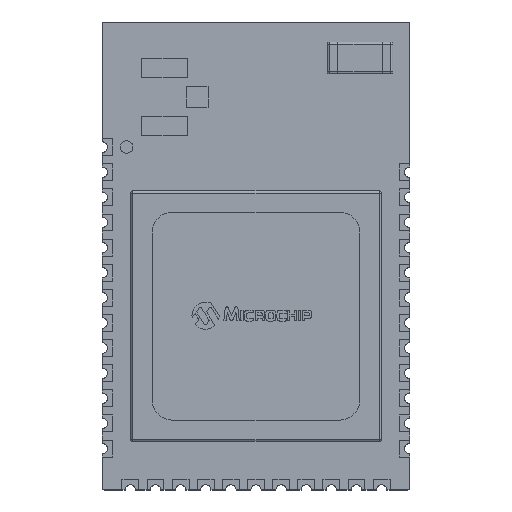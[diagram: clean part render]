
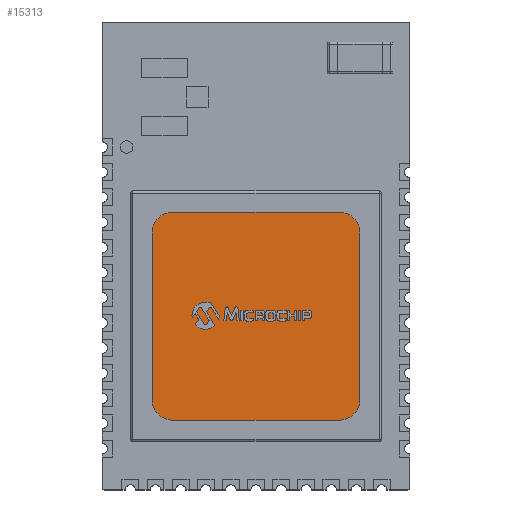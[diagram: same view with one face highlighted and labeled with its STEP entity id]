
A CAD part, top view. The second image highlights one B-rep face of the part: STEP entity #15313.
In plain terms, the highlighted planar face has unit normal (0, 0, 1).
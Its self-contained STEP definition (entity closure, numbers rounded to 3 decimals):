
#576=CIRCLE('',#16685,1.);
#578=CIRCLE('',#16689,1.);
#580=CIRCLE('',#16693,1.);
#582=CIRCLE('',#16697,1.);
#1435=FACE_OUTER_BOUND('',#2289,.T.);
#2289=EDGE_LOOP('',(#13015,#13016,#13017,#13018,#13019,#13020,#13021,#13022));
#3909=LINE('',#24388,#5689);
#3913=LINE('',#24400,#5693);
#3917=LINE('',#24412,#5697);
#3921=LINE('',#24424,#5701);
#5689=VECTOR('',#20126,10.);
#5693=VECTOR('',#20138,10.);
#5697=VECTOR('',#20150,10.);
#5701=VECTOR('',#20162,10.);
#7161=VERTEX_POINT('',#24385);
#7162=VERTEX_POINT('',#24387);
#7164=VERTEX_POINT('',#24393);
#7166=VERTEX_POINT('',#24399);
#7168=VERTEX_POINT('',#24405);
#7170=VERTEX_POINT('',#24411);
#7172=VERTEX_POINT('',#24417);
#7174=VERTEX_POINT('',#24423);
#9155=EDGE_CURVE('',#7162,#7161,#3909,.T.);
#9158=EDGE_CURVE('',#7164,#7162,#576,.T.);
#9161=EDGE_CURVE('',#7166,#7164,#3913,.T.);
#9164=EDGE_CURVE('',#7168,#7166,#578,.T.);
#9167=EDGE_CURVE('',#7170,#7168,#3917,.T.);
#9170=EDGE_CURVE('',#7172,#7170,#580,.T.);
#9173=EDGE_CURVE('',#7174,#7172,#3921,.T.);
#9176=EDGE_CURVE('',#7161,#7174,#582,.T.);
#13015=ORIENTED_EDGE('',*,*,#9176,.T.);
#13016=ORIENTED_EDGE('',*,*,#9173,.T.);
#13017=ORIENTED_EDGE('',*,*,#9170,.T.);
#13018=ORIENTED_EDGE('',*,*,#9167,.T.);
#13019=ORIENTED_EDGE('',*,*,#9164,.T.);
#13020=ORIENTED_EDGE('',*,*,#9161,.T.);
#13021=ORIENTED_EDGE('',*,*,#9158,.T.);
#13022=ORIENTED_EDGE('',*,*,#9155,.T.);
#14537=PLANE('',#16698);
#15313=ADVANCED_FACE('',(#1435),#14537,.T.);
#16685=AXIS2_PLACEMENT_3D('',#24394,#20132,#20133);
#16689=AXIS2_PLACEMENT_3D('',#24406,#20144,#20145);
#16693=AXIS2_PLACEMENT_3D('',#24418,#20156,#20157);
#16697=AXIS2_PLACEMENT_3D('',#24428,#20168,#20169);
#16698=AXIS2_PLACEMENT_3D('',#24429,#20170,#20171);
#20126=DIRECTION('',(1.,0.,0.));
#20132=DIRECTION('center_axis',(0.,0.,1.));
#20133=DIRECTION('ref_axis',(-1.,0.,0.));
#20138=DIRECTION('',(0.,-1.,0.));
#20144=DIRECTION('center_axis',(0.,0.,1.));
#20145=DIRECTION('ref_axis',(0.,1.,0.));
#20150=DIRECTION('',(-1.,0.,0.));
#20156=DIRECTION('center_axis',(0.,0.,1.));
#20157=DIRECTION('ref_axis',(1.,0.,0.));
#20162=DIRECTION('',(0.,1.,0.));
#20168=DIRECTION('center_axis',(0.,0.,1.));
#20169=DIRECTION('ref_axis',(0.,-1.,0.));
#20170=DIRECTION('center_axis',(0.,0.,1.));
#20171=DIRECTION('ref_axis',(1.,0.,0.));
#24385=CARTESIAN_POINT('',(3.984,-4.984,0.05));
#24387=CARTESIAN_POINT('',(-3.984,-4.984,0.05));
#24388=CARTESIAN_POINT('',(-3.984,-4.984,0.05));
#24393=CARTESIAN_POINT('',(-4.984,-3.984,0.05));
#24394=CARTESIAN_POINT('Origin',(-3.984,-3.984,0.05));
#24399=CARTESIAN_POINT('',(-4.984,3.984,0.05));
#24400=CARTESIAN_POINT('',(-4.984,3.984,0.05));
#24405=CARTESIAN_POINT('',(-3.984,4.984,0.05));
#24406=CARTESIAN_POINT('Origin',(-3.984,3.984,0.05));
#24411=CARTESIAN_POINT('',(3.984,4.984,0.05));
#24412=CARTESIAN_POINT('',(3.984,4.984,0.05));
#24417=CARTESIAN_POINT('',(4.984,3.984,0.05));
#24418=CARTESIAN_POINT('Origin',(3.984,3.984,0.05));
#24423=CARTESIAN_POINT('',(4.984,-3.984,0.05));
#24424=CARTESIAN_POINT('',(4.984,-3.984,0.05));
#24428=CARTESIAN_POINT('Origin',(3.984,-3.984,0.05));
#24429=CARTESIAN_POINT('Origin',(0.,0.,0.05));
